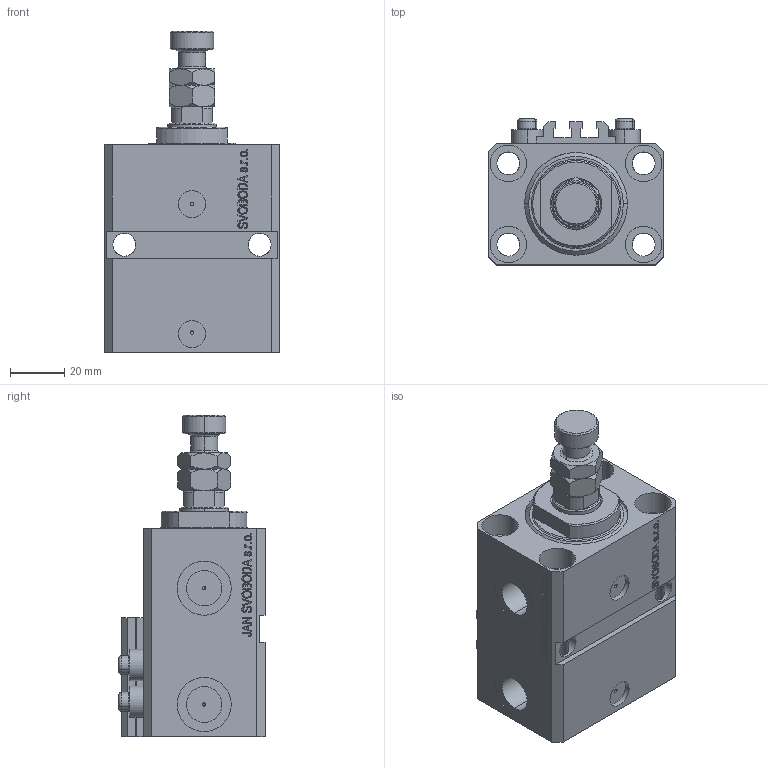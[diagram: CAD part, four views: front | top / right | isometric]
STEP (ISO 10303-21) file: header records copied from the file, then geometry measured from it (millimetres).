
FILE_DESCRIPTION (( 'STEP AP203' ), '1' );
FILE_NAME ('89e3.STEP', '2024-11-15T14:11:02', ( '' ), ( '' ), 'SwSTEP 2.0', 'SolidWorks 2019', '' );
FILE_SCHEMA (( 'CONFIG_CONTROL_DESIGN' ));
Length unit declared in the file: millimetre
Products named in the file (6): ALLEN BOLT V250CE acc055c11c721e9e646274cb6dcfeb2b; 89e3; V250CE_VC_E acc055c11c721e9e646274cb6dcfeb2b; MFA acc055c11c721e9e646274cb6dcfeb2b; V250CE_C_VCP acc055c11c721e9e646274cb6dcfeb2b; V250CE_E_Body acc055c11c721e9e646274cb6dcfeb2b
Assembly tree (8 placements, depth 2):
  89e3
    V250CE_E_Body acc055c11c721e9e646274cb6dcfeb2b
    ALLEN BOLT V250CE acc055c11c721e9e646274cb6dcfeb2b  x4
    V250CE_C_VCP acc055c11c721e9e646274cb6dcfeb2b
    V250CE_VC_E acc055c11c721e9e646274cb6dcfeb2b
    MFA acc055c11c721e9e646274cb6dcfeb2b
Bounding box: 65 x 54 x 119 mm (x, y, z)
Volume: 201584.4 mm3; surface area: 62386.8 mm2
Topology: 9 solids, 9 shells, 1135 faces, 2817 edges, 1818 vertices
Faces by surface type: plane 531, bspline 360, cylinder 142, cone 84, torus 18
Entity records: 49368 total; most frequent: CARTESIAN_POINT 25693, ORIENTED_EDGE 5324, DIRECTION 3540, EDGE_CURVE 2662, VERTEX_POINT 1734, LINE 1554, VECTOR 1554, EDGE_LOOP 1202
